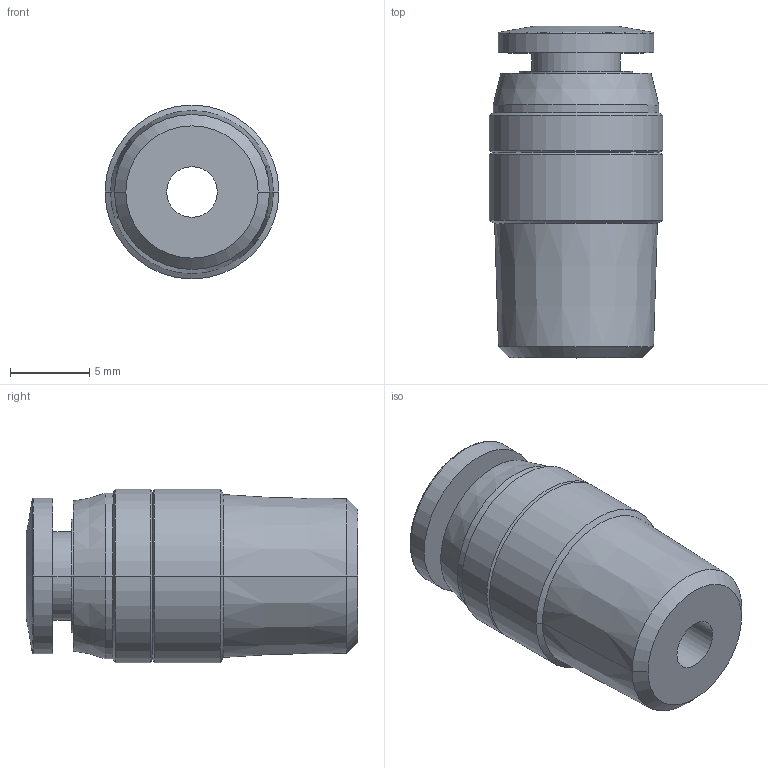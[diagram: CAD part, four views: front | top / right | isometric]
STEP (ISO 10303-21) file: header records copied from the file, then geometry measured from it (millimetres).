
FILE_DESCRIPTION (( 'STEP AP214' ), '1' );
FILE_NAME ('MSR532-18N.step', '2016-02-24T20:45:35', ( '' ), ( '' ), 'SwSTEP 2.0', 'SolidWorks 2015', '' );
FILE_SCHEMA (( 'AUTOMOTIVE_DESIGN' ));
Length unit declared in the file: inch
Products named in the file (1): MSR532-18N
Bounding box: 11 x 21 x 11 mm (x, y, z)
Volume: 1413.7 mm3; surface area: 1153.2 mm2
Topology: 1 solids, 1 shells, 43 faces, 94 edges, 56 vertices
Faces by surface type: cone 18, cylinder 16, plane 5, bspline 4
Entity records: 1835 total; most frequent: CARTESIAN_POINT 254, DIRECTION 234, ORIENTED_EDGE 188, AXIS2_PLACEMENT_3D 100, EDGE_CURVE 94, CIRCLE 60, VERTEX_POINT 56, EDGE_LOOP 48
